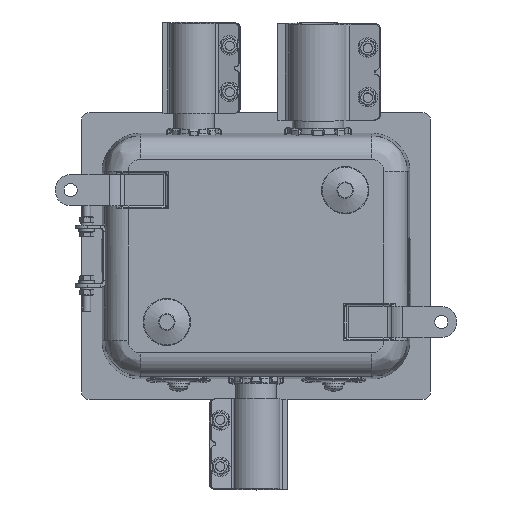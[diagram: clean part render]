
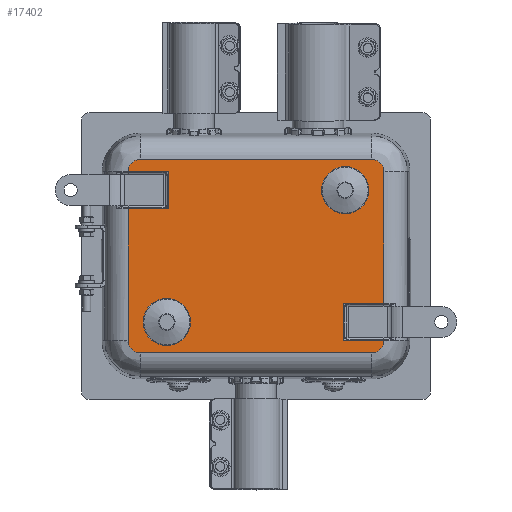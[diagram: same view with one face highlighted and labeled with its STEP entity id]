
A CAD part, front view. The second image highlights one B-rep face of the part: STEP entity #17402.
In plain terms, the highlighted planar face has unit normal (0, -1, 0).
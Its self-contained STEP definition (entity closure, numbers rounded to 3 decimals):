
#1247=PLANE('',#18984);
#1433=FACE_BOUND('',#3269,.T.);
#1434=FACE_BOUND('',#3270,.T.);
#2211=FACE_OUTER_BOUND('',#3268,.T.);
#3268=EDGE_LOOP('',(#14056,#14057,#14058,#14059,#14060,#14061,#14062,#14063,
#14064,#14065,#14066,#14067,#14068,#14069));
#3269=EDGE_LOOP('',(#14070));
#3270=EDGE_LOOP('',(#14071));
#4113=CIRCLE('',#18891,7.896);
#4117=CIRCLE('',#18895,7.896);
#4122=CIRCLE('',#18901,7.896);
#4125=CIRCLE('',#18904,7.896);
#4163=CIRCLE('',#18978,15.194);
#4167=CIRCLE('',#18985,15.194);
#5087=LINE('',#31380,#6077);
#5088=LINE('',#31412,#6078);
#5093=LINE('',#31438,#6083);
#5097=LINE('',#31464,#6087);
#5103=LINE('',#31578,#6093);
#5109=LINE('',#31669,#6099);
#5113=LINE('',#31714,#6103);
#5118=LINE('',#31784,#6108);
#5119=LINE('',#31787,#6109);
#5121=LINE('',#31838,#6111);
#6077=VECTOR('',#22604,10.);
#6078=VECTOR('',#22621,10.);
#6083=VECTOR('',#22632,10.);
#6087=VECTOR('',#22648,10.);
#6093=VECTOR('',#22682,10.);
#6099=VECTOR('',#22716,10.);
#6103=VECTOR('',#22740,10.);
#6108=VECTOR('',#22769,10.);
#6109=VECTOR('',#22774,10.);
#6111=VECTOR('',#22812,10.);
#7509=VERTEX_POINT('',#31351);
#7511=VERTEX_POINT('',#31355);
#7512=VERTEX_POINT('',#31367);
#7515=VERTEX_POINT('',#31372);
#7517=VERTEX_POINT('',#31378);
#7520=VERTEX_POINT('',#31394);
#7521=VERTEX_POINT('',#31406);
#7522=VERTEX_POINT('',#31408);
#7528=VERTEX_POINT('',#31437);
#7534=VERTEX_POINT('',#31461);
#7546=VERTEX_POINT('',#31570);
#7548=VERTEX_POINT('',#31575);
#7560=VERTEX_POINT('',#31666);
#7570=VERTEX_POINT('',#31782);
#7574=VERTEX_POINT('',#31827);
#7577=VERTEX_POINT('',#31839);
#9685=EDGE_CURVE('',#7511,#7509,#4113,.T.);
#9689=EDGE_CURVE('',#7515,#7512,#4117,.T.);
#9692=EDGE_CURVE('',#7517,#7515,#5087,.T.);
#9696=EDGE_CURVE('',#7520,#7517,#4122,.T.);
#9699=EDGE_CURVE('',#7522,#7521,#4125,.T.);
#9700=EDGE_CURVE('',#7509,#7522,#5088,.T.);
#9708=EDGE_CURVE('',#7521,#7528,#5093,.T.);
#9718=EDGE_CURVE('',#7534,#7528,#5097,.T.);
#9739=EDGE_CURVE('',#7546,#7548,#5103,.T.);
#9757=EDGE_CURVE('',#7560,#7520,#5109,.T.);
#9768=EDGE_CURVE('',#7534,#7560,#5113,.T.);
#9780=EDGE_CURVE('',#7548,#7570,#5118,.T.);
#9782=EDGE_CURVE('',#7511,#7570,#5119,.T.);
#9790=EDGE_CURVE('',#7574,#7574,#4163,.T.);
#9794=EDGE_CURVE('',#7512,#7546,#5121,.T.);
#9795=EDGE_CURVE('',#7577,#7577,#4167,.T.);
#14056=ORIENTED_EDGE('',*,*,#9782,.T.);
#14057=ORIENTED_EDGE('',*,*,#9780,.F.);
#14058=ORIENTED_EDGE('',*,*,#9739,.F.);
#14059=ORIENTED_EDGE('',*,*,#9794,.F.);
#14060=ORIENTED_EDGE('',*,*,#9689,.F.);
#14061=ORIENTED_EDGE('',*,*,#9692,.F.);
#14062=ORIENTED_EDGE('',*,*,#9696,.F.);
#14063=ORIENTED_EDGE('',*,*,#9757,.F.);
#14064=ORIENTED_EDGE('',*,*,#9768,.F.);
#14065=ORIENTED_EDGE('',*,*,#9718,.T.);
#14066=ORIENTED_EDGE('',*,*,#9708,.F.);
#14067=ORIENTED_EDGE('',*,*,#9699,.F.);
#14068=ORIENTED_EDGE('',*,*,#9700,.F.);
#14069=ORIENTED_EDGE('',*,*,#9685,.F.);
#14070=ORIENTED_EDGE('',*,*,#9790,.F.);
#14071=ORIENTED_EDGE('',*,*,#9795,.F.);
#17402=ADVANCED_FACE('',(#2211,#1433,#1434),#1247,.T.);
#18891=AXIS2_PLACEMENT_3D('',#31357,#22589,#22590);
#18895=AXIS2_PLACEMENT_3D('',#31374,#22597,#22598);
#18901=AXIS2_PLACEMENT_3D('',#31396,#22611,#22612);
#18904=AXIS2_PLACEMENT_3D('',#31410,#22617,#22618);
#18978=AXIS2_PLACEMENT_3D('',#31829,#22798,#22799);
#18984=AXIS2_PLACEMENT_3D('',#31837,#22810,#22811);
#18985=AXIS2_PLACEMENT_3D('',#31840,#22813,#22814);
#22589=DIRECTION('center_axis',(0.,1.,0.));
#22590=DIRECTION('ref_axis',(0.707,0.,-0.707));
#22597=DIRECTION('center_axis',(0.,1.,0.));
#22598=DIRECTION('ref_axis',(0.707,0.,0.707));
#22604=DIRECTION('',(1.,0.,0.));
#22611=DIRECTION('center_axis',(0.,1.,0.));
#22612=DIRECTION('ref_axis',(-0.707,0.,0.707));
#22617=DIRECTION('center_axis',(0.,1.,0.));
#22618=DIRECTION('ref_axis',(-0.707,0.,-0.707));
#22621=DIRECTION('',(-1.,0.,0.));
#22632=DIRECTION('',(0.,0.,1.));
#22648=DIRECTION('',(-1.,0.,0.));
#22682=DIRECTION('',(-1.,0.,0.));
#22716=DIRECTION('',(-1.,0.,0.));
#22740=DIRECTION('',(0.,0.,1.));
#22769=DIRECTION('',(0.,0.,-1.));
#22774=DIRECTION('',(-1.,0.,0.));
#22798=DIRECTION('center_axis',(0.,-1.,0.));
#22799=DIRECTION('ref_axis',(1.,0.,0.));
#22810=DIRECTION('center_axis',(0.,-1.,0.));
#22811=DIRECTION('ref_axis',(-1.,0.,0.));
#22812=DIRECTION('',(0.,0.,-1.));
#22813=DIRECTION('center_axis',(0.,-1.,0.));
#22814=DIRECTION('ref_axis',(1.,0.,0.));
#31351=CARTESIAN_POINT('',(74.5,4.,-62.396));
#31355=CARTESIAN_POINT('',(82.396,4.,-54.5));
#31357=CARTESIAN_POINT('Origin',(74.5,4.,-54.5));
#31367=CARTESIAN_POINT('',(82.396,4.,54.5));
#31372=CARTESIAN_POINT('',(74.5,4.,62.396));
#31374=CARTESIAN_POINT('Origin',(74.5,4.,54.5));
#31378=CARTESIAN_POINT('',(-74.5,4.,62.396));
#31380=CARTESIAN_POINT('',(-37.25,4.,62.396));
#31394=CARTESIAN_POINT('',(-82.396,4.,54.5));
#31396=CARTESIAN_POINT('Origin',(-74.5,4.,54.5));
#31406=CARTESIAN_POINT('',(-82.396,4.,-54.5));
#31408=CARTESIAN_POINT('',(-74.5,4.,-62.396));
#31410=CARTESIAN_POINT('Origin',(-74.5,4.,-54.5));
#31412=CARTESIAN_POINT('',(37.25,4.,-62.396));
#31437=CARTESIAN_POINT('',(-82.396,4.,30.5));
#31438=CARTESIAN_POINT('',(-82.396,4.,-27.25));
#31461=CARTESIAN_POINT('',(-56.396,4.,30.5));
#31464=CARTESIAN_POINT('',(-53.698,4.,30.5));
#31570=CARTESIAN_POINT('',(82.396,4.,-30.5));
#31575=CARTESIAN_POINT('',(56.396,4.,-30.5));
#31578=CARTESIAN_POINT('',(53.698,4.,-30.5));
#31666=CARTESIAN_POINT('',(-56.396,4.,54.5));
#31669=CARTESIAN_POINT('',(-28.698,4.,54.5));
#31714=CARTESIAN_POINT('',(-56.396,4.,15.75));
#31782=CARTESIAN_POINT('',(56.396,4.,-54.5));
#31784=CARTESIAN_POINT('',(56.396,4.,-15.75));
#31787=CARTESIAN_POINT('',(28.698,4.,-54.5));
#31827=CARTESIAN_POINT('',(42.301,4.,42.5));
#31829=CARTESIAN_POINT('Origin',(57.496,4.,42.5));
#31837=CARTESIAN_POINT('Origin',(0.,4.,
0.));
#31838=CARTESIAN_POINT('',(82.396,4.,27.25));
#31839=CARTESIAN_POINT('',(-72.69,4.,-42.5));
#31840=CARTESIAN_POINT('Origin',(-57.496,4.,-42.5));
